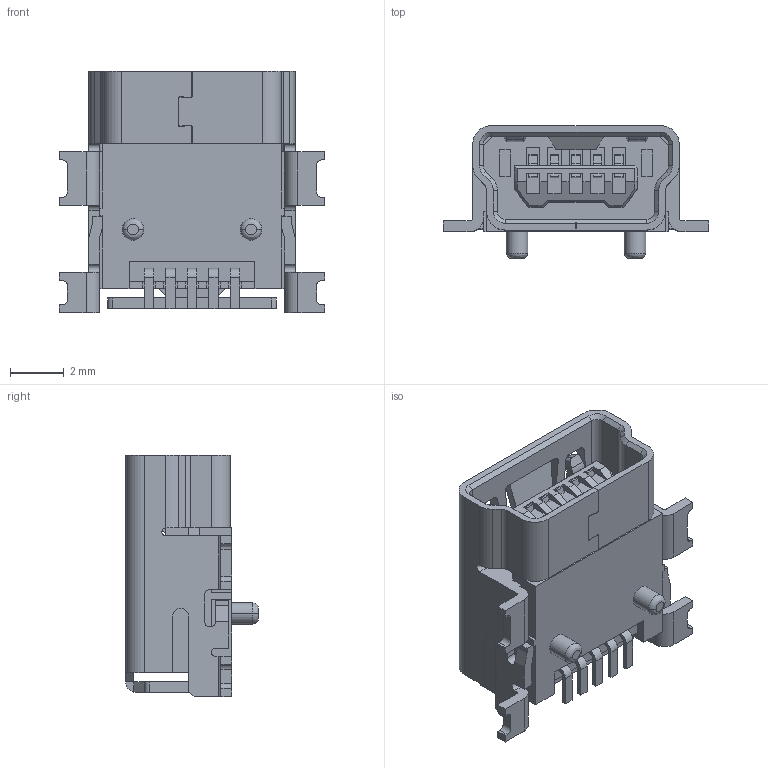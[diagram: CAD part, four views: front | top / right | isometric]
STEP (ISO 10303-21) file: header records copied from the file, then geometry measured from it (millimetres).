
FILE_DESCRIPTION(('FreeCAD Model'),'2;1');
FILE_NAME('67503-1020.stp','2019-12-11T11:50:41' ,('Author'),(''),'Open CASCADE STEP processor 6.8','FreeCAD','Unknown' );
FILE_SCHEMA(('AUTOMOTIVE_DESIGN_CC2 { 1 2 10303 214 -1 1 5 4 }'));
Length unit declared in the file: millimetre
Products named in the file (2): ASSEMBLY; SOLID
Assembly tree (1 placements, depth 2):
  ASSEMBLY
    SOLID
Bounding box: 9.9 x 4.95 x 9 mm (x, y, z)
Volume: 156.3 mm3; surface area: 503.9 mm2
Topology: 1 solids, 1 shells, 539 faces, 1525 edges, 993 vertices
Faces by surface type: plane 387, cylinder 110, bspline 34, cone 8
Entity records: 18268 total; most frequent: CARTESIAN_POINT 4259, ORIENTED_EDGE 3050, DIRECTION 2701, EDGE_CURVE 1525, LINE 1207, VECTOR 1207, VERTEX_POINT 993, AXIS2_PLACEMENT_3D 747
